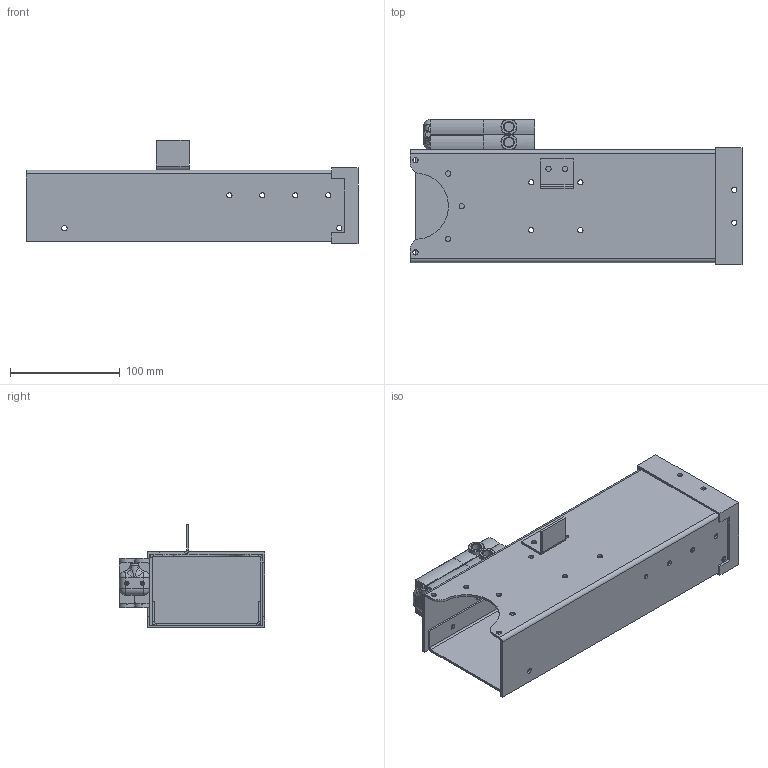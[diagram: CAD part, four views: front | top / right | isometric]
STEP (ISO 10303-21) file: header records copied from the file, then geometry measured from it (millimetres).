
FILE_DESCRIPTION (( 'STEP AP214' ), '1' );
FILE_NAME ('Hopper_Body_Assembly.STEP', '2025-06-02T14:01:18', ( '' ), ( '' ), 'SwSTEP 2.0', 'SolidWorks 2024', '' );
FILE_SCHEMA (( 'AUTOMOTIVE_DESIGN' ));
Length unit declared in the file: millimetre
Products named in the file (9): Hopper_Body_Assembly; cover; valve_assembly; 525147 MHE3-MS1H-3_2G-1_8; Angle_Bracket; Hopper_Cover; Hopper_Body_front; ISO 4762 M2 x 6 - 6N_ISO 4762 M2 x 6 - 6N; Hopper_Body_back
Assembly tree (10 placements, depth 3):
  Hopper_Body_Assembly
    Hopper_Body_front
    Hopper_Body_back
    Hopper_Cover
    valve_assembly
      525147 MHE3-MS1H-3_2G-1_8  x2
      cover
      ISO 4762 M2 x 6 - 6N_ISO 4762 M2 x 6 - 6N  x2
    Angle_Bracket
Bounding box: 302 x 132.5 x 94 mm (x, y, z)
Volume: 340125.4 mm3; surface area: 273561.6 mm2
Topology: 9 solids, 9 shells, 481 faces, 1196 edges, 747 vertices
Faces by surface type: cylinder 241, plane 165, cone 32, torus 31, bspline 8, sphere 4
Entity records: 11733 total; most frequent: CARTESIAN_POINT 2499, DIRECTION 1964, ORIENTED_EDGE 1792, EDGE_CURVE 896, AXIS2_PLACEMENT_3D 757, VERTEX_POINT 566, EDGE_LOOP 470, LINE 450
